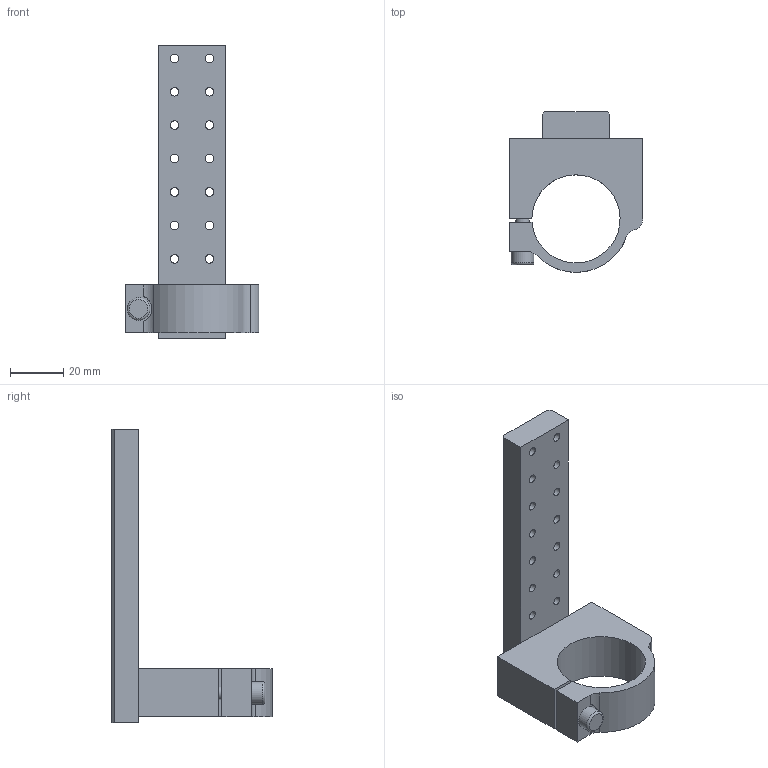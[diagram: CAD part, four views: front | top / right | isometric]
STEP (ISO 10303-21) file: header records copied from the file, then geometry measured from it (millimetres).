
FILE_DESCRIPTION(/* description */ (''),/* implementation_level */ '2;1');
FILE_NAME(/* name */ '990241-ECO450A_Shrinkwrap_1.stp',/* time_stamp */ '2021-01-18T15:47:08+01:00',/* author */ ('glueck'),/* organization */ (''),/* preprocessor_version */ 'ST-DEVELOPER v18.1',/* originating_system */ 'Autodesk Inventor 2021',/* authorisation */ '');
FILE_SCHEMA (('AUTOMOTIVE_DESIGN { 1 0 10303 214 3 1 1 }'));
Length unit declared in the file: millimetre
Products named in the file (1): 990241-ECO450A_Shrinkwrap_1
Bounding box: 50 x 59.99 x 110 mm (x, y, z)
Volume: 48758.7 mm3; surface area: 18007.8 mm2
Topology: 1 solids, 1 shells, 87 faces, 181 edges, 119 vertices
Faces by surface type: cylinder 44, plane 42, torus 1
Full cylindrical faces by diameter (mm): 3.2 x18, 5 x1, 6 x18, 8.5 x1
Entity records: 2578 total; most frequent: DIRECTION 445, CARTESIAN_POINT 409, ORIENTED_EDGE 362, EDGE_CURVE 181, AXIS2_PLACEMENT_3D 177, EDGE_LOOP 140, VERTEX_POINT 119, LINE 91
